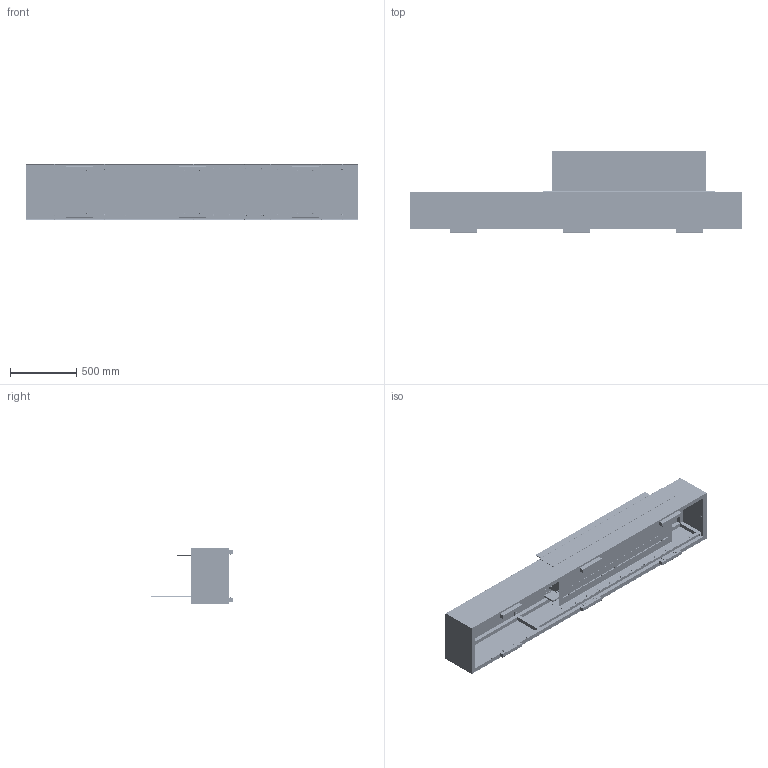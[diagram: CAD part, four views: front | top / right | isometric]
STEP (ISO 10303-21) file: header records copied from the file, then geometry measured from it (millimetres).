
FILE_DESCRIPTION (( 'STEP AP203' ), '1' );
FILE_NAME ('PJ00152-E-11.STEP', '2018-09-20T11:17:34', ( '' ), ( '' ), 'SwSTEP 2.0', 'SolidWorks 2018', '' );
FILE_SCHEMA (( 'CONFIG_CONTROL_DESIGN' ));
Length unit declared in the file: millimetre
Products named in the file (104): AS03138-F-XX_AS03138-F-04; PT00687-A-A2; PT09361-D-AC_PT09361-D-AC; PT00687-A-A2-SY; PT09770-A-AK_PT09770-A-AC; PT10814-A-A2; PT09362-A-AC_PT09364-A-AC; PT10819-A-A2; AS03084-C-01; AS03241-B-XX_AS03241-B-01; AS02994-B-01_AS02994-B-02; PT09415-D-AC; PT06534-A-AC_PT06940-D-AC; PT00678-A-A2; PT00740-A-A2; PT03777-A-A2; AS03705-A-01_AS03705-A-11; PT10733-A-AC; PT09362-A-AC_PT09363-A-AC; PT00699-A-A2; AS03139-F-XX_AS03139-C-04; PT10733-A-AC-SY; PT00740-A-A2-SY1; AS03784-A-0112; AS03964-A-01-SY1; PT03738-C-A2; PT04214-C-A2_PT04214-C-A2; PT09770-A-AK-SY_PT09770-A-AC; PT03754-D-A2_PT03754-D-A2; AS03004-A-01_AS03004-A-02; PT03560-A-XX; PT02049-A-AC; PT00951-A-A2; AS03083-C-01; PT10220-A-A2; PT06542-A-V3_PT06944-A-V3; PT06896-C-A2; AS03133-F-XX_AS03133-F-04; AS03962-A-01; AS03964-A-01-SY ...
Assembly tree (501 placements, depth 6):
  PJ00152-E-11
    AS03704-A-01_AS03704-A-11
      AS02994-B-01_AS02994-B-02
        AS03004-A-01_AS03004-A-02
          PT06534-A-AC_PT06940-D-AC
          PT02049-A-AC  x17
          PT02049-A-ACSY  x7
        PT06764-A-AC_PT06942-C-AC  x2
      AS03705-A-01_AS03705-A-11
        AS03715-A-01
          PT09362-A-AC_PT09362-A-AC  x4
          PT09362-A-AC_PT09364-A-AC  x4
          PT09362-A-AC_PT09363-A-AC  x6
          PT09362-A-AC_PT09412-A-AC  x2
          PT00964-A-AC  x18
          PT02049-A-ACSY-SY  x12
          PT02049-A-ACSY  x10
          PT02049-A-ACSY-SY1  x4
        PT09357-B-AC
        AS03960-A-01
          PT09415-D-AC
          AS03962-A-01
            PT09361-D-AC_PT09361-D-AC
            PT09366-B-AC_PT09366-B-AC  x2
            PT02049-A-ACSY-SY1  x5
            PT02049-A-ACSY  x4
            PT00964-A-AC  x28
            PT02049-A-ACSY-SY  x6
          PT09414-D-AC_PT09414-D-AC
          PT10733-A-AC  x3
          AS03963-B-01
            PT09415-D-AC
            PT09414-D-AC_PT09414-D-AC
          PT10733-A-AC-SY  x3
        PT00964-A-AC  x2
        AS03784-A-01_AS03784-A-02  x3
          PT09416-C-AC
          AS03964-A-01_AS03964-A-02
            PT09770-A-AK_PT09770-A-AC  x2
            PT09367-A-AC_PT09367-A-AC  x2
            PT02049-A-ACSY  x2
        PT00951-A-A2  x18
        PT00646-A-A2  x18
        PT00740-A-A2  x14
        PT00687-A-A2  x12
        AS03784-A-011
          PT09416-C-AC-SY  x2
          AS03964-A-01-SY
            PT09770-A-AK-SY_PT09770-A-AC  x2
            PT09367-A-AC-SY_PT09367-A-AC  x2
            PT02049-A-ACSY-SY1  x2
        PT00740-A-A2-SY1  x12
        PT00687-A-A2-SY  x12
        AS03784-A-0111
          PT09416-C-AC-SY  x2
          AS03964-A-01-SY1
            PT09770-A-AK-SY_PT09770-A-AC  x2
            PT09367-A-AC-SY_PT09367-A-AC  x2
            PT02049-A-ACSY-SY1  x2
        AS03784-A-0112
Bounding box: 2500 x 616.5 x 428 mm (x, y, z)
Volume: 19587517.3 mm3; surface area: 16404636.7 mm2
Topology: 512 solids, 512 shells, 9473 faces, 22999 edges, 14734 vertices
Faces by surface type: plane 5476, cylinder 2797, cone 974, bspline 142, torus 60, sphere 24
Full cylindrical faces by diameter (mm): 1.2 x15, 2 x3, 3 x17, 3.242 x42, 3.3 x35, 3.5 x6, 3.7 x4, 4 x187, 4.134 x18, 4.2 x19, 4.3 x68, 4.5 x14, 4.72 x6, 5 x121, 5.2 x6, 5.3 x19, 5.4 x1, 5.5 x2, 6 x42, 6.1 x4, 6.25 x2, 6.4 x2, 6.5 x220, 6.6 x6, 6.9 x11, 7 x47, 7.4 x8, 8 x4, 8.45 x4, 8.5 x6
Entity records: 151440 total; most frequent: CARTESIAN_POINT 25591, DIRECTION 21736, ORIENTED_EDGE 20692, EDGE_CURVE 10346, LINE 7484, VECTOR 7484, AXIS2_PLACEMENT_3D 7126, VERTEX_POINT 6902
